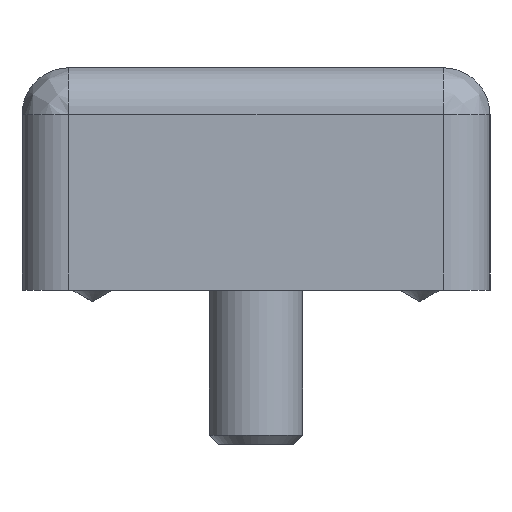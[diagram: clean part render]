
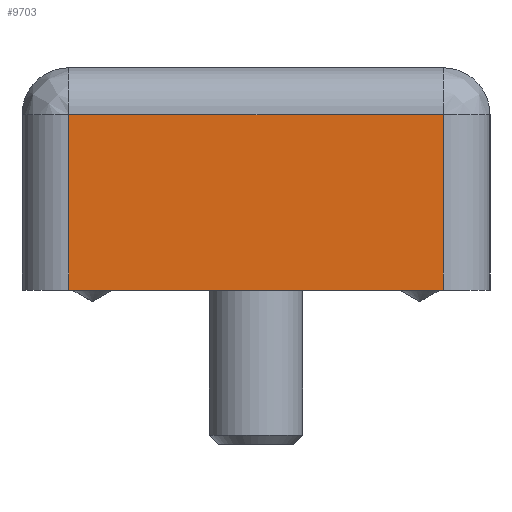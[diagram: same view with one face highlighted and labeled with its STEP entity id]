
A CAD part, left-side view. The second image highlights one B-rep face of the part: STEP entity #9703.
In plain terms, the highlighted planar face has unit normal (-1, 0, 0).
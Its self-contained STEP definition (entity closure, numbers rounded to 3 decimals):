
#1729 = VERTEX_POINT ( 'NONE', #11909 ) ;
#2285 = CARTESIAN_POINT ( 'NONE',  ( -46.5, 0., -8. ) ) ;
#2393 = VERTEX_POINT ( 'NONE', #16294 ) ;
#4832 = EDGE_CURVE ( 'NONE', #10503, #2393, #15876, .T. ) ;
#4897 = ORIENTED_EDGE ( 'NONE', *, *, #26907, .F. ) ;
#6235 = DIRECTION ( 'NONE',  ( 0., 0., -1. ) ) ;
#9169 = EDGE_CURVE ( 'NONE', #2393, #30917, #28163, .T. ) ;
#9703 = ADVANCED_FACE ( 'NONE', ( #17457 ), #16412, .F. ) ;
#10503 = VERTEX_POINT ( 'NONE', #2285 ) ;
#10578 = ORIENTED_EDGE ( 'NONE', *, *, #27422, .F. ) ;
#11909 = CARTESIAN_POINT ( 'NONE',  ( -46.5, 0., 8. ) ) ;
#13242 = DIRECTION ( 'NONE',  ( 0., 1., 0. ) ) ;
#13306 = CARTESIAN_POINT ( 'NONE',  ( -46.5, 9.5, -8. ) ) ;
#15876 = LINE ( 'NONE', #13306, #15880 ) ;
#15880 = VECTOR ( 'NONE', #13242, 1000. ) ;
#16294 = CARTESIAN_POINT ( 'NONE',  ( -46.5, 7.5, -8. ) ) ;
#16303 = DIRECTION ( 'NONE',  ( 0., 0., -1. ) ) ;
#16346 = DIRECTION ( 'NONE',  ( 1., 0., 0. ) ) ;
#16412 = PLANE ( 'NONE',  #16762 ) ;
#16608 = CARTESIAN_POINT ( 'NONE',  ( -46.5, 9.5, -10. ) ) ;
#16762 = AXIS2_PLACEMENT_3D ( 'NONE', #16608, #16346, #16303 ) ;
#17457 = FACE_OUTER_BOUND ( 'NONE', #21078, .T. ) ;
#18318 = ORIENTED_EDGE ( 'NONE', *, *, #4832, .F. ) ;
#19380 = CARTESIAN_POINT ( 'NONE',  ( -46.5, 7.5, 8. ) ) ;
#20231 = VECTOR ( 'NONE', #6235, 1000. ) ;
#21078 = EDGE_LOOP ( 'NONE', ( #4897, #22937, #18318, #10578 ) ) ;
#22664 = CARTESIAN_POINT ( 'NONE',  ( -46.5, 9.5, 8. ) ) ;
#22767 = DIRECTION ( 'NONE',  ( 0., -1., 0. ) ) ;
#22937 = ORIENTED_EDGE ( 'NONE', *, *, #9169, .F. ) ;
#25258 = CARTESIAN_POINT ( 'NONE',  ( -46.5, 7.5, 0. ) ) ;
#25329 = DIRECTION ( 'NONE',  ( 0., 0., 1. ) ) ;
#26161 = LINE ( 'NONE', #22664, #27740 ) ;
#26907 = EDGE_CURVE ( 'NONE', #30917, #1729, #26161, .T. ) ;
#27422 = EDGE_CURVE ( 'NONE', #1729, #10503, #29889, .T. ) ;
#27740 = VECTOR ( 'NONE', #22767, 1000. ) ;
#28163 = LINE ( 'NONE', #25258, #29525 ) ;
#29525 = VECTOR ( 'NONE', #25329, 1000. ) ;
#29889 = LINE ( 'NONE', #31062, #20231 ) ;
#30917 = VERTEX_POINT ( 'NONE', #19380 ) ;
#31062 = CARTESIAN_POINT ( 'NONE',  ( -46.5, 0., -10. ) ) ;
